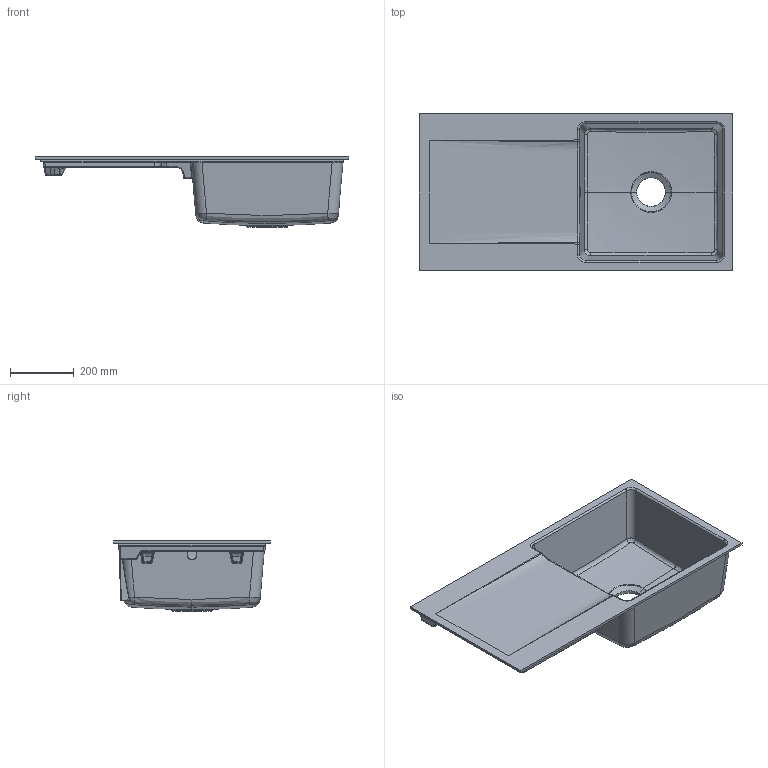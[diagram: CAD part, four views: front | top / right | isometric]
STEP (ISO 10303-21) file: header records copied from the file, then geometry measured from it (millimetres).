
FILE_DESCRIPTION(/* description */ (''),/* implementation_level */ '2;1');
FILE_NAME(/* name */ '33360F_33361F_33362F.stp',/* time_stamp */ '2022-07-12T09:12:42+02:00',/* author */ (''),/* organization */ (''),/* preprocessor_version */ 'ST-DEVELOPER v18.1',/* originating_system */ 'SIEMENS PLM Software NX 1973',/* authorisation */ '');
FILE_SCHEMA (('AUTOMOTIVE_DESIGN { 1 0 10303 214 3 1 1 1 }'));
Length unit declared in the file: millimetre
Products named in the file (1): rupp63C8EE96w7wb
Bounding box: 980 x 490 x 220 mm (x, y, z)
Volume: 11595368.2 mm3; surface area: 1787367.4 mm2
Topology: 1 solids, 1 shells, 622 faces, 1497 edges, 850 vertices
Faces by surface type: bspline 259, cylinder 183, plane 106, torus 29, sphere 26, cone 19
Full cylindrical faces by diameter (mm): 13 x2, 20 x1, 30 x1, 90 x1
Entity records: 26591 total; most frequent: CARTESIAN_POINT 13821, ORIENTED_EDGE 2906, DIRECTION 2399, EDGE_CURVE 1453, AXIS2_PLACEMENT_3D 993, VERTEX_POINT 840, EDGE_LOOP 643, ADVANCED_FACE 622
